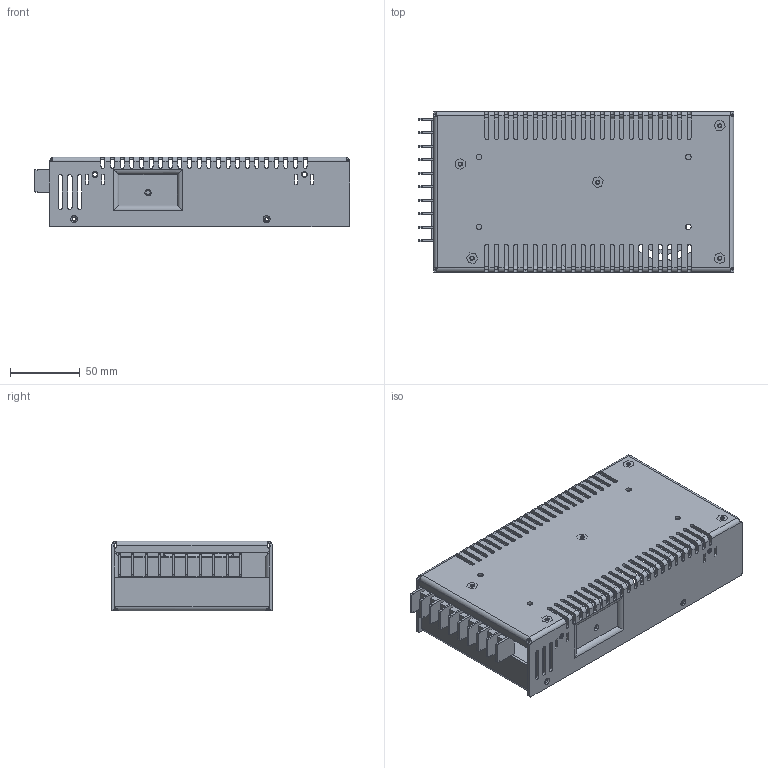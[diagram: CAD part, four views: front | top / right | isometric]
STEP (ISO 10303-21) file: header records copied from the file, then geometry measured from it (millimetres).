
FILE_DESCRIPTION(/* description */ (''),/* implementation_level */ '2;1');
FILE_NAME(/* name */ 'Meanwell SP-320-24 v13.step',/* time_stamp */ '2018-12-04T09:56:33+01:00',/* author */ (''),/* organization */ (''),/* preprocessor_version */ 'ST-DEVELOPER v17.2',/* originating_system */ 'Autodesk Translation Framework v7.6.0.251',/* authorisation */ '');
FILE_SCHEMA (('AUTOMOTIVE_DESIGN { 1 0 10303 214 3 1 1 }'));
Length unit declared in the file: millimetre
Products named in the file (2): Meanwell SP-320-24; Connectors
Assembly tree (1 placements, depth 2):
  Meanwell SP-320-24
    Connectors
Bounding box: 226 x 115 x 50 mm (x, y, z)
Volume: 163064.4 mm3; surface area: 171115.2 mm2
Topology: 8 solids, 8 shells, 938 faces, 2978 edges, 1970 vertices
Faces by surface type: cylinder 491, plane 398, bspline 38, cone 11
Full cylindrical faces by diameter (mm): 2.529 x44, 3 x9, 3.086 x33, 3.332 x12, 4 x10, 4.109 x18
Entity records: 46051 total; most frequent: CARTESIAN_POINT 19456, ORIENTED_EDGE 5948, DIRECTION 5112, EDGE_CURVE 2974, VERTEX_POINT 1970, LINE 1856, VECTOR 1856, AXIS2_PLACEMENT_3D 1628
